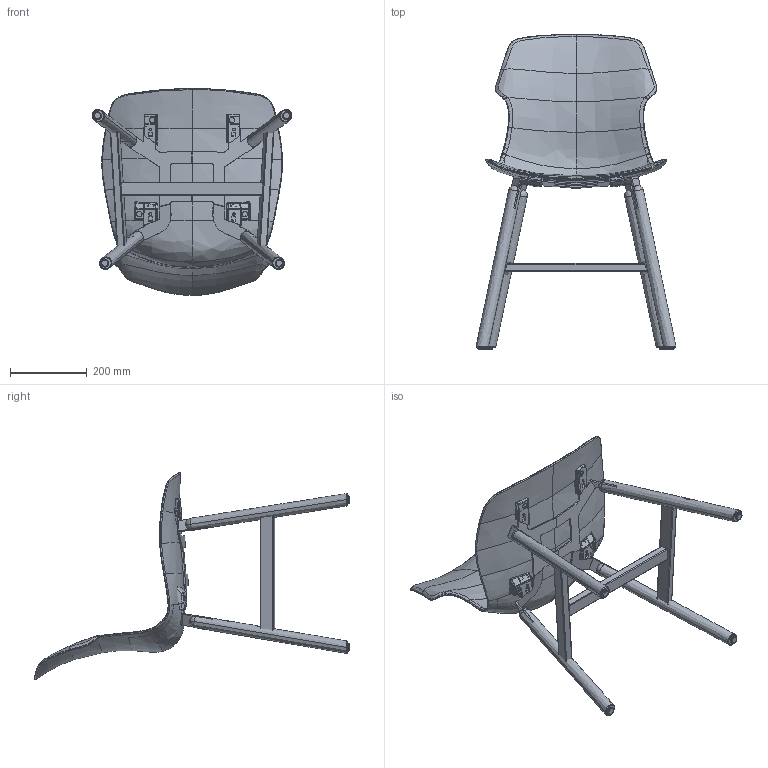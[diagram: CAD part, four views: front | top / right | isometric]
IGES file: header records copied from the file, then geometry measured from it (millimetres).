
Start section: SolidWorks IGES file using analytic representation for surfaces
Global section: file name: STEREO WOOD SEDIA.IGS; native system: SolidWorks 2016; preprocessor: SolidWorks 2016; author: andrea.intermite; date: 170321.105454; units: millimetre
Bounding box: 519.54 x 817.83 x 537.32 mm (x, y, z)
Volume: 4628340.9 mm3; surface area: 1124437.6 mm2
Topology: 17 solids, 17 shells, 726 faces, 3598 edges, 4695 vertices
Faces by surface type: bspline 271, plane 270, revolution 185
